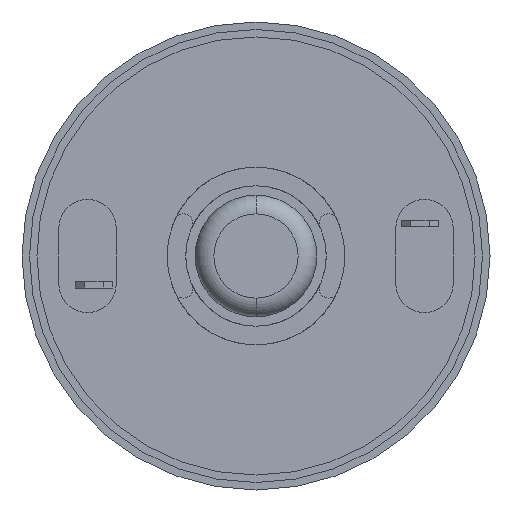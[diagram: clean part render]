
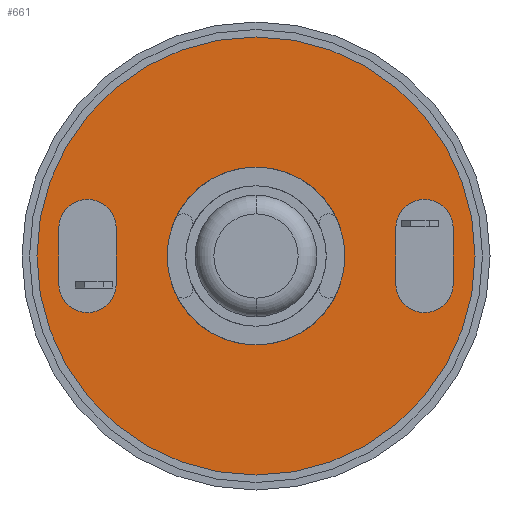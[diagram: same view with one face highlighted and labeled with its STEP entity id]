
A CAD part, front view. The second image highlights one B-rep face of the part: STEP entity #661.
In plain terms, the highlighted planar face has unit normal (0, -1, 0).
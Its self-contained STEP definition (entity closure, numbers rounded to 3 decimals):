
#137 = LINE ( 'NONE', #1992, #140 ) ;
#138 = CIRCLE ( 'NONE', #1501, 11.7 ) ;
#140 = VECTOR ( 'NONE', #2107, 1000. ) ;
#150 = CIRCLE ( 'NONE', #403, 4.75 ) ;
#171 = CIRCLE ( 'NONE', #425, 11.7 ) ;
#195 = LINE ( 'NONE', #2027, #197 ) ;
#197 = VECTOR ( 'NONE', #2026, 1000. ) ;
#241 = CIRCLE ( 'NONE', #446, 4.75 ) ;
#267 = CIRCLE ( 'NONE', #462, 1.53 ) ;
#403 = AXIS2_PLACEMENT_3D ( 'NONE', #2109, #2110, #2067 ) ;
#425 = AXIS2_PLACEMENT_3D ( 'NONE', #2010, #2012, #2009 ) ;
#446 = AXIS2_PLACEMENT_3D ( 'NONE', #3998, #3997, #3995 ) ;
#462 = AXIS2_PLACEMENT_3D ( 'NONE', #3946, #3945, #3944 ) ;
#510 = CARTESIAN_POINT ( 'NONE',  ( -7.47, 0.9, 1.5 ) ) ;
#545 = CARTESIAN_POINT ( 'NONE',  ( -7.47, 0.9, -1.5 ) ) ;
#581 = EDGE_CURVE ( 'NONE', #2329, #2340, #2694, .T. ) ;
#582 = EDGE_CURVE ( 'NONE', #773, #974, #2693, .T. ) ;
#591 = AXIS2_PLACEMENT_3D ( 'NONE', #4260, #4232, #4152 ) ;
#661 = ADVANCED_FACE ( 'NONE', ( #4270, #4261, #4266, #4265 ), #4132, .T. ) ;
#759 = VERTEX_POINT ( 'NONE', #510 ) ;
#773 = VERTEX_POINT ( 'NONE', #545 ) ;
#818 = VERTEX_POINT ( 'NONE', #1811 ) ;
#832 = VERTEX_POINT ( 'NONE', #1809 ) ;
#843 = CARTESIAN_POINT ( 'NONE',  ( 0., 0.9, 0. ) ) ;
#921 = VERTEX_POINT ( 'NONE', #1632 ) ;
#960 = VERTEX_POINT ( 'NONE', #1591 ) ;
#966 = VERTEX_POINT ( 'NONE', #1529 ) ;
#974 = VERTEX_POINT ( 'NONE', #1663 ) ;
#1009 = VERTEX_POINT ( 'NONE', #1642 ) ;
#1208 = ORIENTED_EDGE ( 'NONE', *, *, #3784, .F. ) ;
#1220 = ORIENTED_EDGE ( 'NONE', *, *, #582, .T. ) ;
#1248 = ORIENTED_EDGE ( 'NONE', *, *, #1269, .T. ) ;
#1252 = ORIENTED_EDGE ( 'NONE', *, *, #1272, .T. ) ;
#1254 = ORIENTED_EDGE ( 'NONE', *, *, #1275, .T. ) ;
#1269 = EDGE_CURVE ( 'NONE', #966, #2329, #3720, .T. ) ;
#1272 = EDGE_CURVE ( 'NONE', #832, #966, #3741, .T. ) ;
#1275 = EDGE_CURVE ( 'NONE', #2340, #832, #3726, .T. ) ;
#1501 = AXIS2_PLACEMENT_3D ( 'NONE', #843, #4618, #4408 ) ;
#1529 = CARTESIAN_POINT ( 'NONE',  ( 10.53, 0.9, -1.5 ) ) ;
#1591 = CARTESIAN_POINT ( 'NONE',  ( -10.53, 0.9, 1.5 ) ) ;
#1592 = CARTESIAN_POINT ( 'NONE',  ( 10.53, 0.9, 0. ) ) ;
#1597 = CARTESIAN_POINT ( 'NONE',  ( 9., 0.9, -1.5 ) ) ;
#1615 = CARTESIAN_POINT ( 'NONE',  ( 9., 0.9, 1.5 ) ) ;
#1616 = DIRECTION ( 'NONE',  ( 0., 0., -1. ) ) ;
#1621 = DIRECTION ( 'NONE',  ( 0., 1., 0. ) ) ;
#1632 = CARTESIAN_POINT ( 'NONE',  ( 0., 0.9, 4.75 ) ) ;
#1642 = CARTESIAN_POINT ( 'NONE',  ( 0., 0.9, -11.7 ) ) ;
#1655 = DIRECTION ( 'NONE',  ( 0., 0., -1. ) ) ;
#1656 = DIRECTION ( 'NONE',  ( 0., 1., 0. ) ) ;
#1663 = CARTESIAN_POINT ( 'NONE',  ( -10.53, 0.9, -1.5 ) ) ;
#1671 = DIRECTION ( 'NONE',  ( 0., 0., -1. ) ) ;
#1705 = AXIS2_PLACEMENT_3D ( 'NONE', #1615, #1621, #1616 ) ;
#1809 = CARTESIAN_POINT ( 'NONE',  ( 10.53, 0.9, 1.5 ) ) ;
#1811 = CARTESIAN_POINT ( 'NONE',  ( 0., 0.9, -4.75 ) ) ;
#1992 = CARTESIAN_POINT ( 'NONE',  ( -7.47, 0.9, 0. ) ) ;
#2009 = DIRECTION ( 'NONE',  ( 0., 0., -1. ) ) ;
#2010 = CARTESIAN_POINT ( 'NONE',  ( 0., 0.9, 0. ) ) ;
#2012 = DIRECTION ( 'NONE',  ( 0., -1., 0. ) ) ;
#2026 = DIRECTION ( 'NONE',  ( 0., 0., 1. ) ) ;
#2027 = CARTESIAN_POINT ( 'NONE',  ( -10.53, 0.9, 0. ) ) ;
#2067 = DIRECTION ( 'NONE',  ( 0., 0., -1. ) ) ;
#2107 = DIRECTION ( 'NONE',  ( 0., 0., -1. ) ) ;
#2109 = CARTESIAN_POINT ( 'NONE',  ( 0., 0.9, 0. ) ) ;
#2110 = DIRECTION ( 'NONE',  ( 0., -1., 0. ) ) ;
#2151 = AXIS2_PLACEMENT_3D ( 'NONE', #1597, #1656, #1655 ) ;
#2184 = EDGE_LOOP ( 'NONE', ( #1208, #3164 ) ) ;
#2199 = EDGE_LOOP ( 'NONE', ( #2951, #2876 ) ) ;
#2207 = EDGE_LOOP ( 'NONE', ( #2885, #2941, #3140, #1220 ) ) ;
#2288 = EDGE_LOOP ( 'NONE', ( #3063, #1254, #1252, #1248 ) ) ;
#2329 = VERTEX_POINT ( 'NONE', #3387 ) ;
#2340 = VERTEX_POINT ( 'NONE', #3330 ) ;
#2355 = VERTEX_POINT ( 'NONE', #3345 ) ;
#2693 = CIRCLE ( 'NONE', #591, 1.53 ) ;
#2694 = LINE ( 'NONE', #4313, #2696 ) ;
#2696 = VECTOR ( 'NONE', #4255, 1000. ) ;
#2876 = ORIENTED_EDGE ( 'NONE', *, *, #3799, .T. ) ;
#2885 = ORIENTED_EDGE ( 'NONE', *, *, #3815, .T. ) ;
#2941 = ORIENTED_EDGE ( 'NONE', *, *, #3867, .T. ) ;
#2951 = ORIENTED_EDGE ( 'NONE', *, *, #3775, .T. ) ;
#3063 = ORIENTED_EDGE ( 'NONE', *, *, #581, .T. ) ;
#3140 = ORIENTED_EDGE ( 'NONE', *, *, #3776, .T. ) ;
#3164 = ORIENTED_EDGE ( 'NONE', *, *, #3844, .F. ) ;
#3218 = AXIS2_PLACEMENT_3D ( 'NONE', #4129, #4273, #4142 ) ;
#3330 = CARTESIAN_POINT ( 'NONE',  ( 7.47, 0.9, 1.5 ) ) ;
#3345 = CARTESIAN_POINT ( 'NONE',  ( 0., 0.9, 11.7 ) ) ;
#3387 = CARTESIAN_POINT ( 'NONE',  ( 7.47, 0.9, -1.5 ) ) ;
#3720 = CIRCLE ( 'NONE', #2151, 1.53 ) ;
#3726 = CIRCLE ( 'NONE', #1705, 1.53 ) ;
#3740 = VECTOR ( 'NONE', #1671, 1000. ) ;
#3741 = LINE ( 'NONE', #1592, #3740 ) ;
#3775 = EDGE_CURVE ( 'NONE', #1009, #2355, #138, .T. ) ;
#3776 = EDGE_CURVE ( 'NONE', #759, #773, #137, .T. ) ;
#3784 = EDGE_CURVE ( 'NONE', #818, #921, #150, .T. ) ;
#3799 = EDGE_CURVE ( 'NONE', #2355, #1009, #171, .T. ) ;
#3815 = EDGE_CURVE ( 'NONE', #974, #960, #195, .T. ) ;
#3844 = EDGE_CURVE ( 'NONE', #921, #818, #241, .T. ) ;
#3867 = EDGE_CURVE ( 'NONE', #960, #759, #267, .T. ) ;
#3944 = DIRECTION ( 'NONE',  ( 0., 0., -1. ) ) ;
#3945 = DIRECTION ( 'NONE',  ( 0., 1., 0. ) ) ;
#3946 = CARTESIAN_POINT ( 'NONE',  ( -9., 0.9, 1.5 ) ) ;
#3995 = DIRECTION ( 'NONE',  ( 0., 0., -1. ) ) ;
#3997 = DIRECTION ( 'NONE',  ( 0., -1., 0. ) ) ;
#3998 = CARTESIAN_POINT ( 'NONE',  ( 0., 0.9, 0. ) ) ;
#4129 = CARTESIAN_POINT ( 'NONE',  ( 0., 0.9, 0. ) ) ;
#4132 = PLANE ( 'NONE',  #3218 ) ;
#4142 = DIRECTION ( 'NONE',  ( 0., 0., -1. ) ) ;
#4152 = DIRECTION ( 'NONE',  ( 0., 0., -1. ) ) ;
#4232 = DIRECTION ( 'NONE',  ( 0., 1., 0. ) ) ;
#4255 = DIRECTION ( 'NONE',  ( 0., 0., 1. ) ) ;
#4260 = CARTESIAN_POINT ( 'NONE',  ( -9., 0.9, -1.5 ) ) ;
#4261 = FACE_BOUND ( 'NONE', #2207, .T. ) ;
#4265 = FACE_BOUND ( 'NONE', #2288, .T. ) ;
#4266 = FACE_OUTER_BOUND ( 'NONE', #2199, .T. ) ;
#4270 = FACE_BOUND ( 'NONE', #2184, .T. ) ;
#4273 = DIRECTION ( 'NONE',  ( 0., -1., 0. ) ) ;
#4313 = CARTESIAN_POINT ( 'NONE',  ( 7.47, 0.9, 0. ) ) ;
#4408 = DIRECTION ( 'NONE',  ( 0., 0., -1. ) ) ;
#4618 = DIRECTION ( 'NONE',  ( 0., -1., 0. ) ) ;
